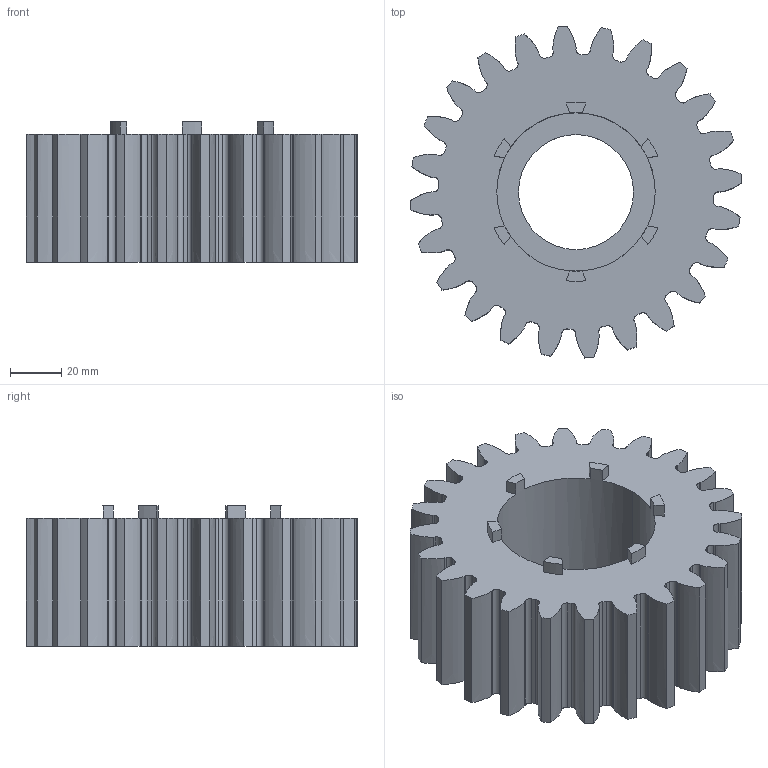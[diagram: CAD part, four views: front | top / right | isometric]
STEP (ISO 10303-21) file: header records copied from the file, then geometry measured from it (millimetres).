
FILE_DESCRIPTION(('CATIA V5 STEP Exchange'),'2;1');
FILE_NAME('3_driven_Gear.stp','2020-06-25T13:57:50+00:00',('none'),('none'),'CATIA Version 5 Release 21 GA (IN-10)','CATIA V5 STEP AP203','none');
FILE_SCHEMA(('CONFIG_CONTROL_DESIGN'));
Length unit declared in the file: millimetre
Products named in the file (1): Parametric Gear
Bounding box: 129.82 x 129.82 x 55 mm (x, y, z)
Volume: 413722.2 mm3; surface area: 66614.2 mm2
Topology: 1 solids, 1 shells, 223 faces, 660 edges, 440 vertices
Faces by surface type: cylinder 106, plane 69, extrusion 48
Entity records: 11793 total; most frequent: CARTESIAN_POINT 6285, ORIENTED_EDGE 1320, DIRECTION 804, EDGE_CURVE 660, VERTEX_POINT 440, VECTOR 388, LINE 340, AXIS2_PLACEMENT_3D 321
